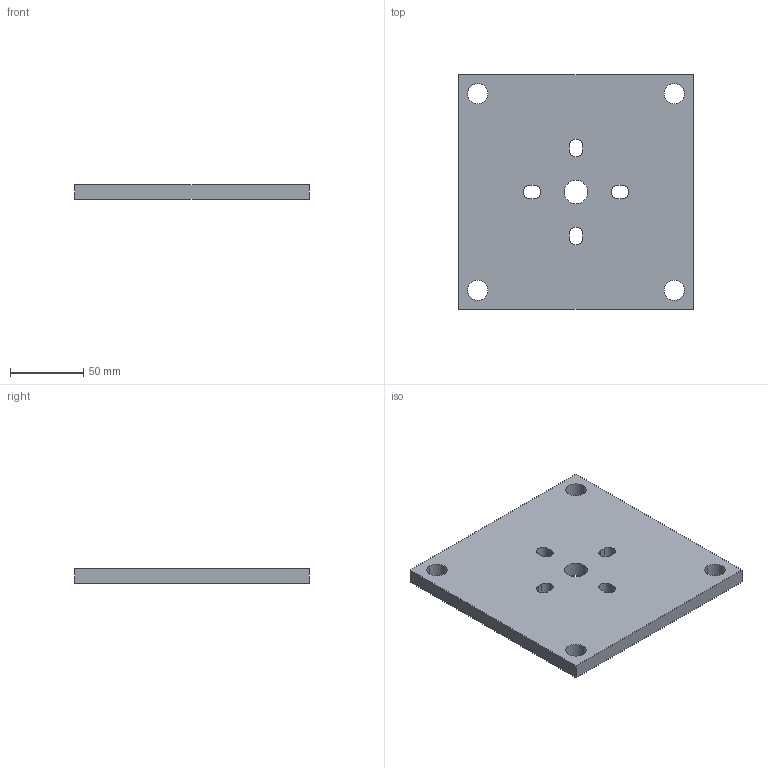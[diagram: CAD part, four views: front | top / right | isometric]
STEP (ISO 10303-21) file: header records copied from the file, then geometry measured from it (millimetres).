
FILE_DESCRIPTION(('CATIA V5 STEP Exchange'),'2;1');
FILE_NAME('SiegeDouche_Platine.stp','2021-05-12T18:35:50+00:00',('none'),('none'),'CATIA Version 5-6 Release 2017 SP5','CATIA V5 STEP AP203','none');
FILE_SCHEMA(('CONFIG_CONTROL_DESIGN'));
Length unit declared in the file: millimetre
Products named in the file (1): SiegeDouche_Platine
Bounding box: 160 x 160 x 10 mm (x, y, z)
Volume: 244351.5 mm3; surface area: 58882.5 mm2
Topology: 1 solids, 1 shells, 32 faces, 90 edges, 60 vertices
Faces by surface type: cylinder 18, plane 14
Entity records: 1066 total; most frequent: ORIENTED_EDGE 180, CARTESIAN_POINT 178, DIRECTION 144, EDGE_CURVE 90, AXIS2_PLACEMENT_3D 64, VERTEX_POINT 60, VECTOR 54, LINE 54
